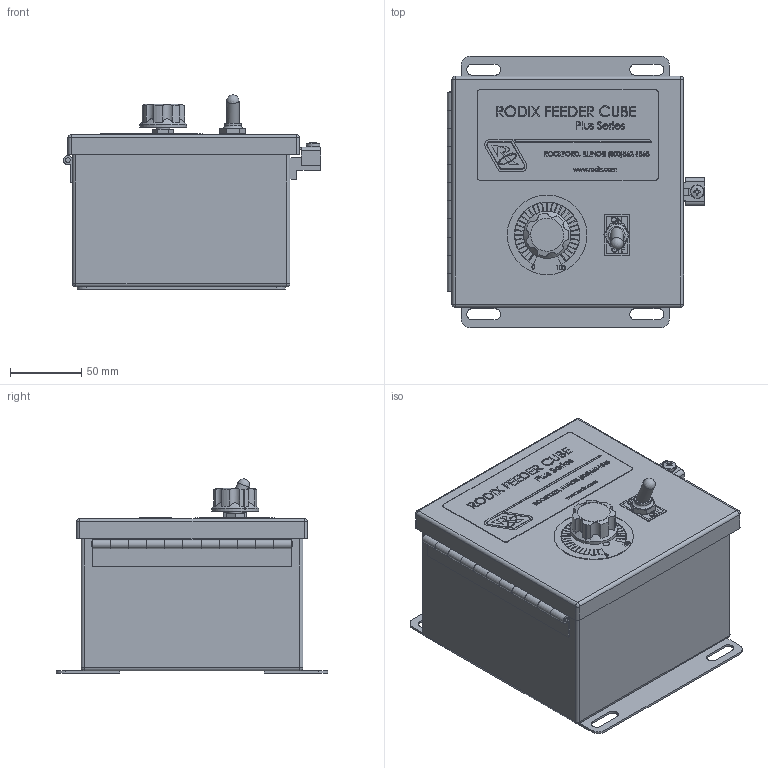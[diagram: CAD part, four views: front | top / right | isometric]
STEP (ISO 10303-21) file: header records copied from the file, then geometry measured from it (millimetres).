
FILE_DESCRIPTION (( 'STEP AP214' ), '1' );
FILE_NAME ('pn 121-000-8340_model FC-98 Plus_240V.STEP', '2026-03-25T15:57:33', ( '' ), ( '' ), 'SwSTEP 2.0', 'SolidWorks 2022', '' );
FILE_SCHEMA (( 'AUTOMOTIVE_DESIGN' ));
Length unit declared in the file: inch
Products named in the file (9): pn 121-000-8340_model FC-98 Plus_240V; 122-000-0001_DEFAULT; 102-000-0099-3D_DEFAULT; CLAMP_DEFAULT; 102-000-0104-3D_DEFAULT; 104-000-0025-3D_DEFAULT; 123-000-0353-3D_DEFAULT; CLAMP SCREW-92224A199_Black Oxide Steel Pan Head Phillips Screw_92224A199; 102-000-0196-3D_DEFAULT
Assembly tree (8 placements, depth 2):
  pn 121-000-8340_model FC-98 Plus_240V
    123-000-0353-3D_DEFAULT
    102-000-0196-3D_DEFAULT
    104-000-0025-3D_DEFAULT
    102-000-0104-3D_DEFAULT
    102-000-0099-3D_DEFAULT
    122-000-0001_DEFAULT
    CLAMP_DEFAULT
    CLAMP SCREW-92224A199_Black Oxide Steel Pan Head Phillips Screw_92224A199
Bounding box: 180.25 x 190.5 x 136.05 mm (x, y, z)
Volume: 231584.6 mm3; surface area: 289139.2 mm2
Topology: 10 solids, 10 shells, 1476 faces, 3926 edges, 2586 vertices
Faces by surface type: plane 858, bspline 433, cylinder 155, sphere 18, cone 9, torus 3
Full cylindrical faces by diameter (mm): 1.525 x1, 3.302 x12, 4.775 x1, 6.35 x1, 8.636 x1, 9.144 x1, 9.474 x1, 9.652 x1, 11.43 x1, 23.038 x1, 55.778 x1
Entity records: 74496 total; most frequent: CARTESIAN_POINT 39059, ORIENTED_EDGE 7722, DIRECTION 5381, EDGE_CURVE 3861, LINE 2631, VECTOR 2631, VERTEX_POINT 2568, EDGE_LOOP 1675
